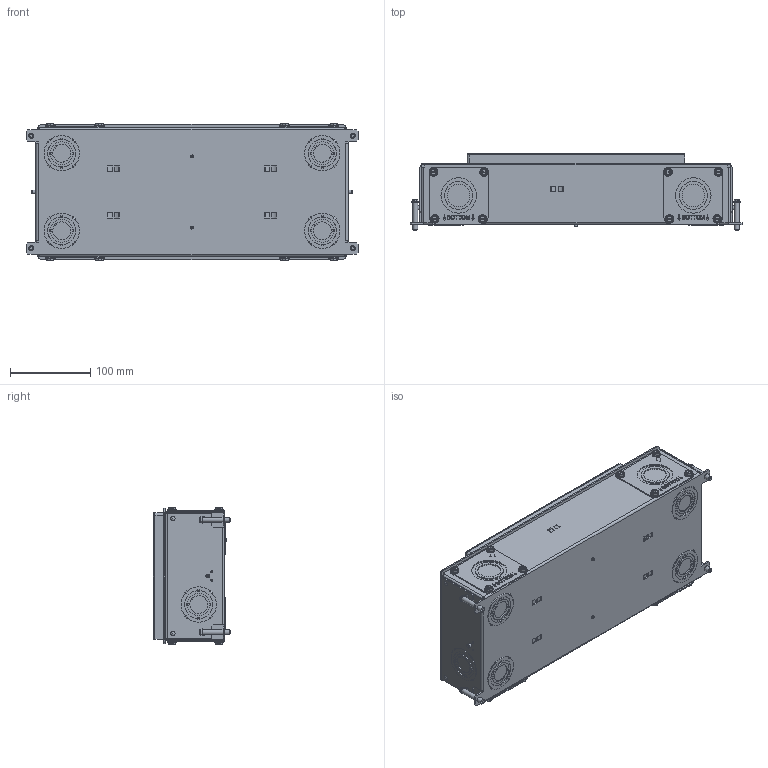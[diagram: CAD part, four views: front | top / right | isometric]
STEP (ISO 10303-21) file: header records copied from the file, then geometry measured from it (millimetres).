
FILE_DESCRIPTION(/* description */ (''),/* implementation_level */ '2;1');
FILE_NAME(/* name */ 'M-14119 CFB2G30(CR)E.stp',/* time_stamp */ '2023-10-17T11:22:11-04:00',/* author */ ('adiakomis'),/* organization */ (''),/* preprocessor_version */ 'ST-DEVELOPER v18.1',/* originating_system */ 'AutoCAD Mechanical',/* authorisation */ '');
FILE_SCHEMA (('AUTOMOTIVE_DESIGN { 1 0 10303 214 3 1 1 }'));
Products named in the file (2): Product; M-14120_Shrinkwrap_1
Assembly tree (1 placements, depth 2):
  Product
    M-14120_Shrinkwrap_1
Bounding box: 413.26 x 96.49 x 171.42 mm (x, y, z)
Volume: 5284759 mm3; surface area: 287031.3 mm2
Topology: 1 solids, 152 shells, 8696 faces, 23471 edges, 15586 vertices
Faces by surface type: plane 5077, bspline 2650, cylinder 785, sphere 104, cone 80
Full cylindrical faces by diameter (mm): 3.505 x2, 4.826 x2, 5.08 x4, 5.174 x5, 5.258 x4, 6.35 x13, 8.509 x4, 10.516 x16, 28.169 x9, 34.925 x8, 44.044 x8, 62.992 x4
Entity records: 293382 total; most frequent: CARTESIAN_POINT 92448, ORIENTED_EDGE 46910, DIRECTION 31533, EDGE_CURVE 23455, VERTEX_POINT 15586, LINE 15435, VECTOR 15435, EDGE_LOOP 9459
